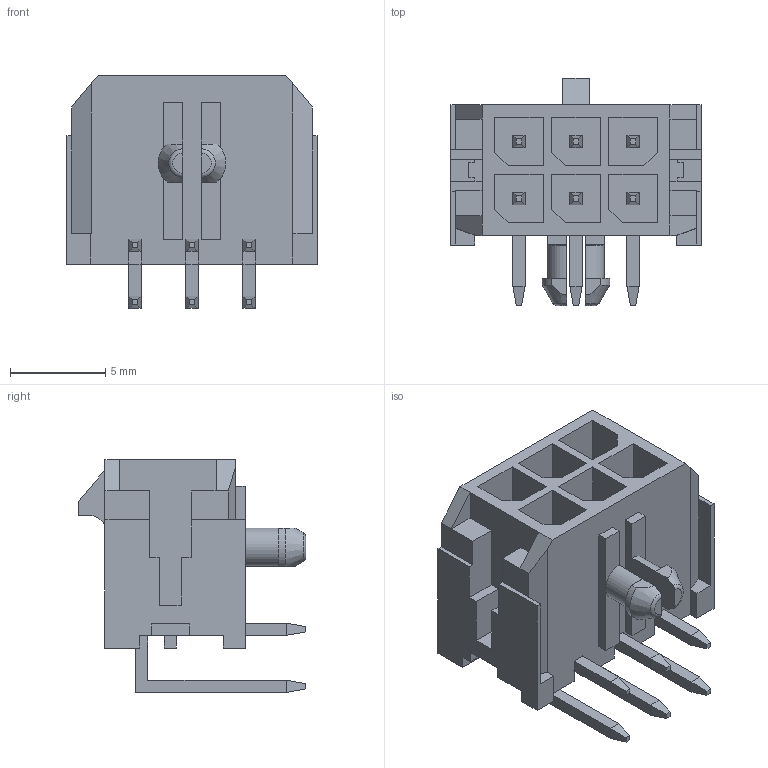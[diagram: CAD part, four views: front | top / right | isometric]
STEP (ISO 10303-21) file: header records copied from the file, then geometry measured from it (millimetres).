
FILE_DESCRIPTION(/* description */ (''),/* implementation_level */ '2;1');
FILE_NAME(/* name */ '430450600 v2.step',/* time_stamp */ '2023-04-26T09:34:40+03:00',/* author */ (''),/* organization */ (''),/* preprocessor_version */ 'ST-DEVELOPER v19.2',/* originating_system */ 'Autodesk Translation Framework v12.4.0.73',/* authorisation */ '');
FILE_SCHEMA (('AUTOMOTIVE_DESIGN { 1 0 10303 214 3 1 1 }'));
Length unit declared in the file: millimetre
Products named in the file (1): 430450600
Bounding box: 13.15 x 11.95 x 12.24 mm (x, y, z)
Volume: 573.4 mm3; surface area: 1370.6 mm2
Topology: 7 solids, 7 shells, 321 faces, 833 edges, 529 vertices
Faces by surface type: plane 312, cylinder 5, cone 2, torus 2
Entity records: 9576 total; most frequent: CARTESIAN_POINT 1692, ORIENTED_EDGE 1666, DIRECTION 1493, EDGE_CURVE 833, LINE 809, VECTOR 809, VERTEX_POINT 529, AXIS2_PLACEMENT_3D 342
